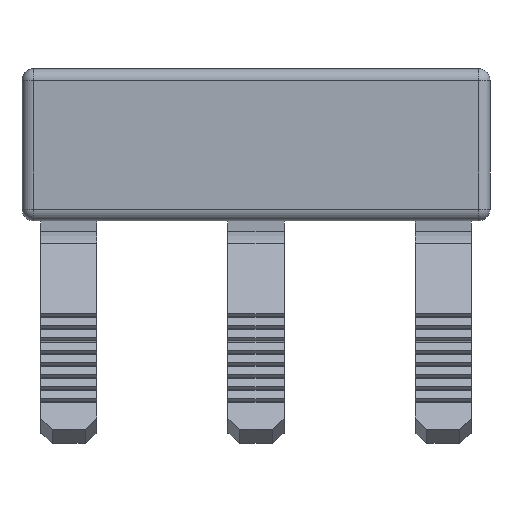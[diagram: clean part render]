
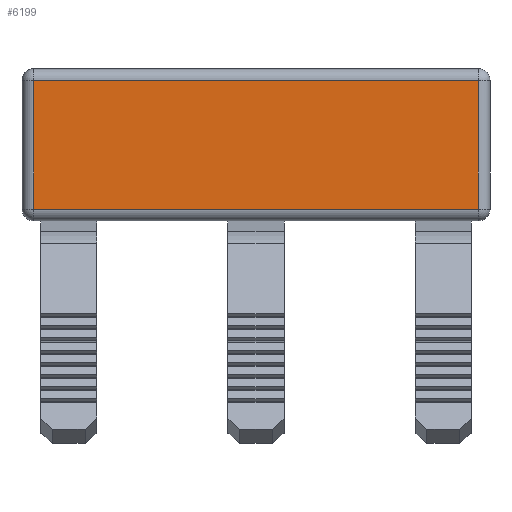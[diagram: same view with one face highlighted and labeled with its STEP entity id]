
A CAD part, front view. The second image highlights one B-rep face of the part: STEP entity #6199.
In plain terms, the highlighted planar face has unit normal (0, -1, 0).
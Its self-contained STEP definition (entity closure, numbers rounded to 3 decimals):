
#77 = CARTESIAN_POINT ( 'NONE',  ( -37.5, -1.4, -2.75 ) ) ;
#171 = VECTOR ( 'NONE', #6350, 1000. ) ;
#247 = ORIENTED_EDGE ( 'NONE', *, *, #1420, .T. ) ;
#455 = CARTESIAN_POINT ( 'NONE',  ( 38., -1.4, 2.75 ) ) ;
#713 = DIRECTION ( 'NONE',  ( 0., 0., -1. ) ) ;
#1083 = VERTEX_POINT ( 'NONE', #2541 ) ;
#1166 = CARTESIAN_POINT ( 'NONE',  ( -18.5, -1.4, 2.75 ) ) ;
#1210 = CARTESIAN_POINT ( 'NONE',  ( 38., -1.4, -2.75 ) ) ;
#1420 = EDGE_CURVE ( 'NONE', #3798, #3934, #1846, .T. ) ;
#1581 = VECTOR ( 'NONE', #3911, 1000. ) ;
#1800 = DIRECTION ( 'NONE',  ( 0., -1., 0. ) ) ;
#1814 = DIRECTION ( 'NONE',  ( -1., 0., 0. ) ) ;
#1846 = LINE ( 'NONE', #1166, #1581 ) ;
#2405 = CARTESIAN_POINT ( 'NONE',  ( -18.5, -1.4, 2.75 ) ) ;
#2541 = CARTESIAN_POINT ( 'NONE',  ( -37.5, -1.4, 2.75 ) ) ;
#2871 = EDGE_CURVE ( 'NONE', #3798, #5999, #4950, .T. ) ;
#3209 = EDGE_LOOP ( 'NONE', ( #8749, #247, #5373, #6217 ) ) ;
#3798 = VERTEX_POINT ( 'NONE', #5654 ) ;
#3911 = DIRECTION ( 'NONE',  ( 0., 0., 1. ) ) ;
#3934 = VERTEX_POINT ( 'NONE', #2405 ) ;
#4313 = AXIS2_PLACEMENT_3D ( 'NONE', #1210, #1800, #8678 ) ;
#4729 = EDGE_CURVE ( 'NONE', #3934, #1083, #7513, .T. ) ;
#4950 = LINE ( 'NONE', #7711, #171 ) ;
#5373 = ORIENTED_EDGE ( 'NONE', *, *, #4729, .T. ) ;
#5547 = EDGE_CURVE ( 'NONE', #1083, #5999, #5725, .T. ) ;
#5584 = VECTOR ( 'NONE', #713, 1000. ) ;
#5654 = CARTESIAN_POINT ( 'NONE',  ( -18.5, -1.4, -2.75 ) ) ;
#5725 = LINE ( 'NONE', #77, #5584 ) ;
#5999 = VERTEX_POINT ( 'NONE', #8279 ) ;
#6199 = ADVANCED_FACE ( 'NONE', ( #6726 ), #8087, .T. ) ;
#6217 = ORIENTED_EDGE ( 'NONE', *, *, #5547, .T. ) ;
#6350 = DIRECTION ( 'NONE',  ( -1., 0., 0. ) ) ;
#6726 = FACE_OUTER_BOUND ( 'NONE', #3209, .T. ) ;
#7513 = LINE ( 'NONE', #455, #8033 ) ;
#7711 = CARTESIAN_POINT ( 'NONE',  ( 38., -1.4, -2.75 ) ) ;
#8033 = VECTOR ( 'NONE', #1814, 1000. ) ;
#8087 = PLANE ( 'NONE',  #4313 ) ;
#8279 = CARTESIAN_POINT ( 'NONE',  ( -37.5, -1.4, -2.75 ) ) ;
#8678 = DIRECTION ( 'NONE',  ( 0., 0., -1. ) ) ;
#8749 = ORIENTED_EDGE ( 'NONE', *, *, #2871, .F. ) ;
